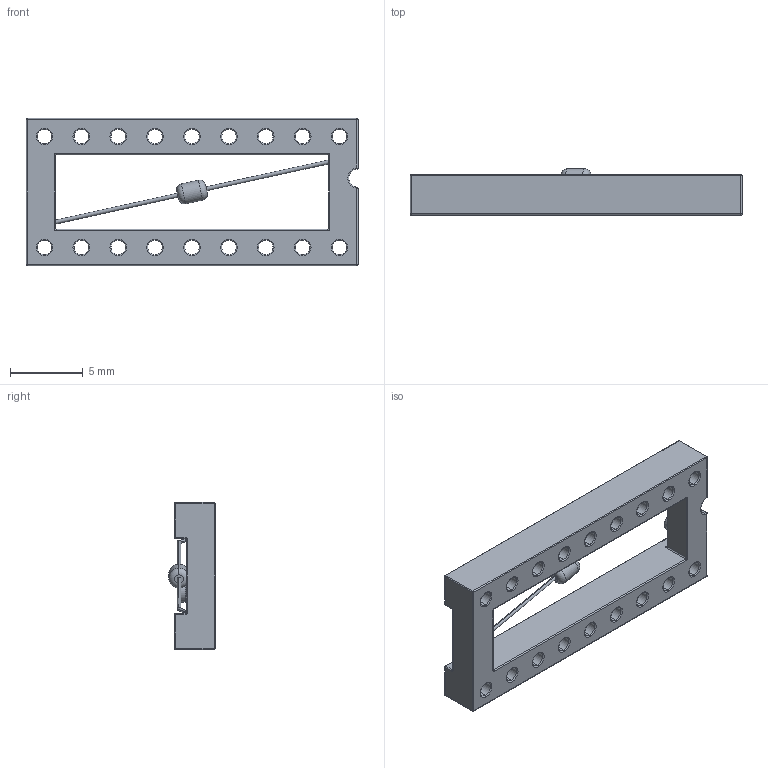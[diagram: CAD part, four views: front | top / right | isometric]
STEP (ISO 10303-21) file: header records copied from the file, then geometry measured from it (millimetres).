
FILE_DESCRIPTION (( 'STEP AP214' ), '1' );
FILE_NAME ('110-xx-318-41-801000.STEP', '2017-10-05T14:59:10', ( '' ), ( '' ), 'SwSTEP 2.0', 'SolidWorks 2014', '' );
FILE_SCHEMA (( 'AUTOMOTIVE_DESIGN' ));
Length unit declared in the file: millimetre
Products named in the file (1): 110-xx-318-41-801000
Bounding box: 22.8 x 3.19 x 10.1 mm (x, y, z)
Volume: 306 mm3; surface area: 735.6 mm2
Topology: 1 solids, 1 shells, 348 faces, 771 edges, 427 vertices
Faces by surface type: torus 166, cylinder 121, plane 40, sphere 16, cone 5
Entity records: 9672 total; most frequent: DIRECTION 2002, CARTESIAN_POINT 1601, ORIENTED_EDGE 1510, AXIS2_PLACEMENT_3D 915, EDGE_CURVE 755, CIRCLE 566, VERTEX_POINT 427, EDGE_LOOP 406
